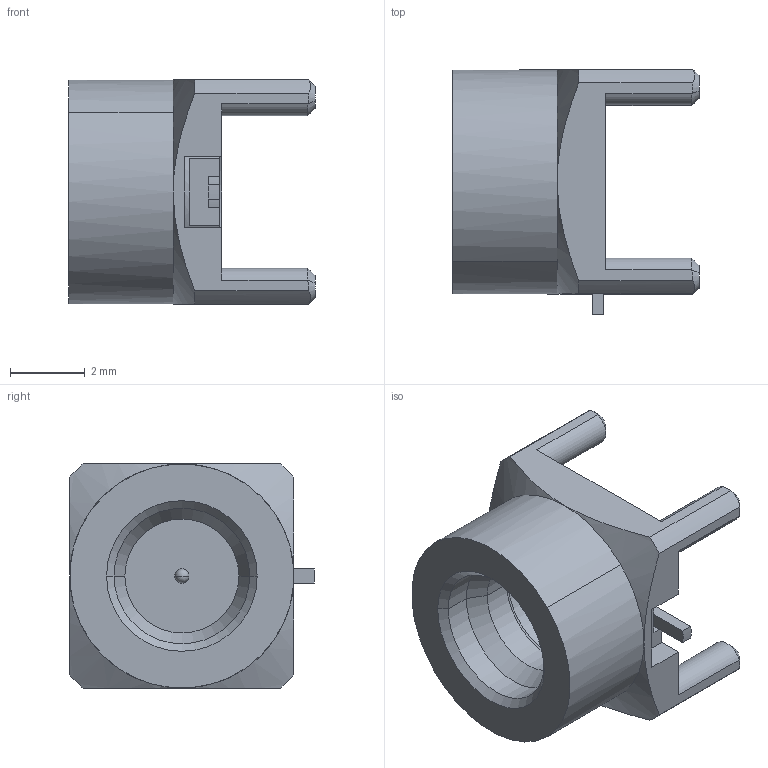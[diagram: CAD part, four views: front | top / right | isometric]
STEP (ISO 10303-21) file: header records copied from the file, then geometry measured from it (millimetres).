
FILE_DESCRIPTION((''),'2;1');
FILE_NAME('SMP-MSLD-PCT15T_SW0001','2020-02-13T',('Vijayaragavan'),(''),'CREO PARAMETRIC BY PTC INC, 2018360','CREO PARAMETRIC BY PTC INC, 2018360','');
FILE_SCHEMA(('CONFIG_CONTROL_DESIGN'));
Length unit declared in the file: millimetre
Products named in the file (1): SMP-MSLD-PCT15T_SW0001
Bounding box: 6.59 x 6.54 x 6 mm (x, y, z)
Volume: 104.5 mm3; surface area: 212.9 mm2
Topology: 1 solids, 1 shells, 79 faces, 202 edges, 125 vertices
Faces by surface type: plane 33, cylinder 26, cone 18, sphere 2
Entity records: 2526 total; most frequent: CARTESIAN_POINT 572, DIRECTION 404, ORIENTED_EDGE 400, EDGE_CURVE 200, AXIS2_PLACEMENT_3D 145, VERTEX_POINT 125, VECTOR 114, LINE 114
